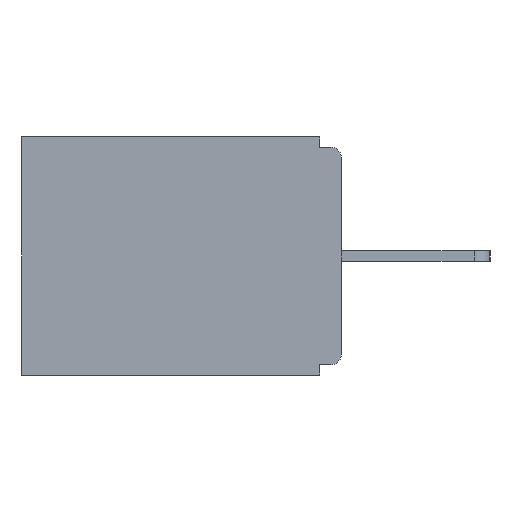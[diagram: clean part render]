
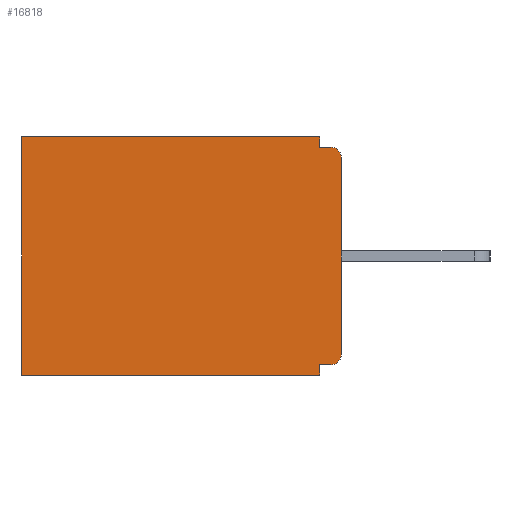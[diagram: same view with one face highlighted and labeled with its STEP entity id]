
A CAD part, left-side view. The second image highlights one B-rep face of the part: STEP entity #16818.
In plain terms, the highlighted planar face has unit normal (-1, 0, 0).
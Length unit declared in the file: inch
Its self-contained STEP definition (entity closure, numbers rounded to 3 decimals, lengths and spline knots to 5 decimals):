
#178 = VERTEX_POINT ( 'NONE', #6671 ) ;
#288 = CARTESIAN_POINT ( 'NONE',  ( 0.298, 0., -0.03 ) ) ;
#393 = VECTOR ( 'NONE', #1227, 39.37008 ) ;
#470 = VECTOR ( 'NONE', #6640, 39.37008 ) ;
#589 = ORIENTED_EDGE ( 'NONE', *, *, #14691, .F. ) ;
#701 = VECTOR ( 'NONE', #9701, 39.37008 ) ;
#910 = EDGE_CURVE ( 'NONE', #8789, #17827, #7546, .T. ) ;
#1227 = DIRECTION ( 'NONE',  ( 0., 0., -1. ) ) ;
#1278 = LINE ( 'NONE', #1483, #6082 ) ;
#1414 = PLANE ( 'NONE',  #9030 ) ;
#1483 = CARTESIAN_POINT ( 'NONE',  ( 0.298, 0.46, 0. ) ) ;
#1571 = DIRECTION ( 'NONE',  ( 0., 1., 0. ) ) ;
#2405 = CARTESIAN_POINT ( 'NONE',  ( 0.298, 0., -0.328 ) ) ;
#2651 = LINE ( 'NONE', #2948, #17340 ) ;
#2771 = DIRECTION ( 'NONE',  ( 0., 0., -1. ) ) ;
#2914 = CARTESIAN_POINT ( 'NONE',  ( 0.298, 0.015, -0.328 ) ) ;
#2948 = CARTESIAN_POINT ( 'NONE',  ( 0.298, 0., -0.015 ) ) ;
#3136 = CARTESIAN_POINT ( 'NONE',  ( 0.298, 0.015, -0.015 ) ) ;
#3184 = VERTEX_POINT ( 'NONE', #3136 ) ;
#3539 = CIRCLE ( 'NONE', #15558, 0.015 ) ;
#3656 = VERTEX_POINT ( 'NONE', #2914 ) ;
#3852 = CARTESIAN_POINT ( 'NONE',  ( 0.298, 0., 0. ) ) ;
#3940 = VERTEX_POINT ( 'NONE', #16066 ) ;
#4349 = EDGE_CURVE ( 'NONE', #3656, #7002, #3539, .T. ) ;
#4366 = EDGE_CURVE ( 'NONE', #6614, #7002, #6807, .T. ) ;
#5691 = EDGE_CURVE ( 'NONE', #3940, #178, #1278, .T. ) ;
#5865 = AXIS2_PLACEMENT_3D ( 'NONE', #11120, #11213, #18464 ) ;
#5997 = DIRECTION ( 'NONE',  ( 0., 0., -1. ) ) ;
#6006 = CARTESIAN_POINT ( 'NONE',  ( 0.298, 0., 0. ) ) ;
#6082 = VECTOR ( 'NONE', #2771, 39.37008 ) ;
#6614 = VERTEX_POINT ( 'NONE', #288 ) ;
#6640 = DIRECTION ( 'NONE',  ( 0., 1., 0. ) ) ;
#6671 = CARTESIAN_POINT ( 'NONE',  ( 0.298, 0.46, -0.343 ) ) ;
#6807 = LINE ( 'NONE', #3852, #701 ) ;
#7002 = VERTEX_POINT ( 'NONE', #17082 ) ;
#7142 = DIRECTION ( 'NONE',  ( 0., 0., -1. ) ) ;
#7272 = DIRECTION ( 'NONE',  ( 0., 1., 0. ) ) ;
#7546 = LINE ( 'NONE', #18263, #393 ) ;
#8018 = ORIENTED_EDGE ( 'NONE', *, *, #910, .F. ) ;
#8124 = DIRECTION ( 'NONE',  ( -1., 0., 0. ) ) ;
#8200 = VECTOR ( 'NONE', #5997, 39.37008 ) ;
#8298 = ORIENTED_EDGE ( 'NONE', *, *, #4349, .T. ) ;
#8776 = EDGE_CURVE ( 'NONE', #3656, #18240, #18954, .T. ) ;
#8789 = VERTEX_POINT ( 'NONE', #19045 ) ;
#8863 = LINE ( 'NONE', #16191, #14186 ) ;
#9030 = AXIS2_PLACEMENT_3D ( 'NONE', #13490, #17571, #7142 ) ;
#9519 = ORIENTED_EDGE ( 'NONE', *, *, #5691, .T. ) ;
#9538 = VERTEX_POINT ( 'NONE', #13648 ) ;
#9701 = DIRECTION ( 'NONE',  ( 0., 0., -1. ) ) ;
#9711 = EDGE_LOOP ( 'NONE', ( #12464, #10858, #8018, #9716, #9519, #12943, #589, #15419, #8298, #12241 ) ) ;
#9716 = ORIENTED_EDGE ( 'NONE', *, *, #17237, .T. ) ;
#9893 = EDGE_CURVE ( 'NONE', #6614, #3184, #18549, .T. ) ;
#10752 = CARTESIAN_POINT ( 'NONE',  ( 0.298, 0.031, -0.015 ) ) ;
#10858 = ORIENTED_EDGE ( 'NONE', *, *, #12352, .F. ) ;
#11120 = CARTESIAN_POINT ( 'NONE',  ( 0.298, 0.015, -0.03 ) ) ;
#11213 = DIRECTION ( 'NONE',  ( -1., 0., 0. ) ) ;
#12192 = VECTOR ( 'NONE', #1571, 39.37008 ) ;
#12241 = ORIENTED_EDGE ( 'NONE', *, *, #4366, .F. ) ;
#12352 = EDGE_CURVE ( 'NONE', #17827, #3184, #2651, .T. ) ;
#12464 = ORIENTED_EDGE ( 'NONE', *, *, #9893, .T. ) ;
#12813 = EDGE_CURVE ( 'NONE', #9538, #178, #8863, .T. ) ;
#12943 = ORIENTED_EDGE ( 'NONE', *, *, #12813, .F. ) ;
#13490 = CARTESIAN_POINT ( 'NONE',  ( 0.298, 0., 0. ) ) ;
#13648 = CARTESIAN_POINT ( 'NONE',  ( 0.298, 0.031, -0.343 ) ) ;
#14186 = VECTOR ( 'NONE', #7272, 39.37008 ) ;
#14684 = FACE_OUTER_BOUND ( 'NONE', #9711, .T. ) ;
#14691 = EDGE_CURVE ( 'NONE', #18240, #9538, #14729, .T. ) ;
#14729 = LINE ( 'NONE', #18602, #8200 ) ;
#15384 = CARTESIAN_POINT ( 'NONE',  ( 0.298, 0.031, -0.328 ) ) ;
#15419 = ORIENTED_EDGE ( 'NONE', *, *, #8776, .F. ) ;
#15558 = AXIS2_PLACEMENT_3D ( 'NONE', #15933, #8124, #15835 ) ;
#15835 = DIRECTION ( 'NONE',  ( 0., 0., -1. ) ) ;
#15933 = CARTESIAN_POINT ( 'NONE',  ( 0.298, 0.015, -0.313 ) ) ;
#16066 = CARTESIAN_POINT ( 'NONE',  ( 0.298, 0.46, 0. ) ) ;
#16191 = CARTESIAN_POINT ( 'NONE',  ( 0.298, 0., -0.343 ) ) ;
#16818 = ADVANCED_FACE ( 'NONE', ( #14684 ), #1414, .F. ) ;
#17082 = CARTESIAN_POINT ( 'NONE',  ( 0.298, 0., -0.313 ) ) ;
#17237 = EDGE_CURVE ( 'NONE', #8789, #3940, #19128, .T. ) ;
#17340 = VECTOR ( 'NONE', #19491, 39.37008 ) ;
#17571 = DIRECTION ( 'NONE',  ( 1., 0., 0. ) ) ;
#17827 = VERTEX_POINT ( 'NONE', #10752 ) ;
#18240 = VERTEX_POINT ( 'NONE', #15384 ) ;
#18263 = CARTESIAN_POINT ( 'NONE',  ( 0.298, 0.031, -0.343 ) ) ;
#18464 = DIRECTION ( 'NONE',  ( 0., 0., -1. ) ) ;
#18549 = CIRCLE ( 'NONE', #5865, 0.015 ) ;
#18602 = CARTESIAN_POINT ( 'NONE',  ( 0.298, 0.031, -0.343 ) ) ;
#18954 = LINE ( 'NONE', #2405, #470 ) ;
#19045 = CARTESIAN_POINT ( 'NONE',  ( 0.298, 0.031, 0. ) ) ;
#19128 = LINE ( 'NONE', #6006, #12192 ) ;
#19491 = DIRECTION ( 'NONE',  ( 0., -1., 0. ) ) ;
